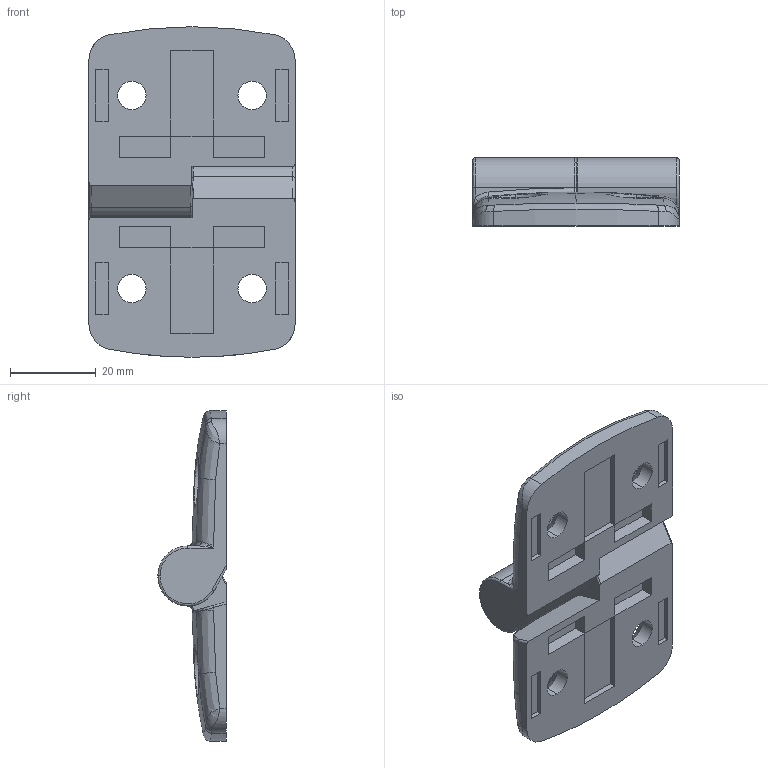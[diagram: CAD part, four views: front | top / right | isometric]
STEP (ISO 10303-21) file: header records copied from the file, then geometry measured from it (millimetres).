
FILE_DESCRIPTION (( 'STEP AP203' ), '1' );
FILE_NAME ('402600003_c_1.STEP', '2022-12-18T15:29:37', ( '' ), ( '' ), 'SwSTEP 2.0', 'SolidWorks 2014', '' );
FILE_SCHEMA (( 'CONFIG_CONTROL_DESIGN' ));
Length unit declared in the file: millimetre
Products named in the file (1): 402600003_c_1
Bounding box: 48 x 15.9 x 77 mm (x, y, z)
Volume: 24676.3 mm3; surface area: 12458.5 mm2
Topology: 3 solids, 3 shells, 171 faces, 427 edges, 264 vertices
Faces by surface type: plane 68, bspline 48, cylinder 43, cone 12
Entity records: 7275 total; most frequent: CARTESIAN_POINT 3545, ORIENTED_EDGE 842, DIRECTION 629, EDGE_CURVE 421, VERTEX_POINT 264, AXIS2_PLACEMENT_3D 214, LINE 201, VECTOR 201
